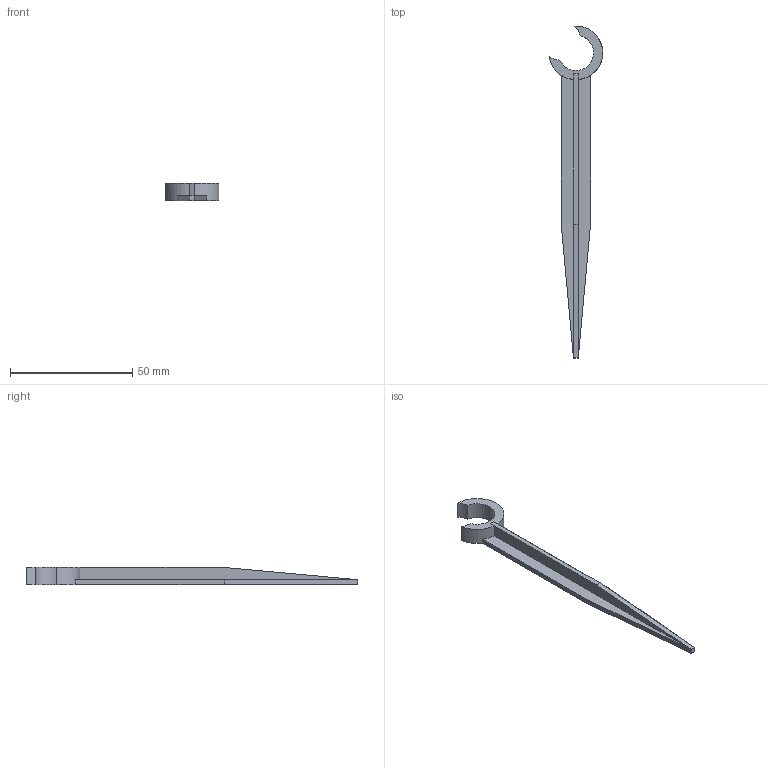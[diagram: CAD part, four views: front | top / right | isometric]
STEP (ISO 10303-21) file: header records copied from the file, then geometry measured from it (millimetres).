
FILE_DESCRIPTION(/* description */ (''),/* implementation_level */ '2;1');
FILE_NAME(/* name */ 'Spike v10.stp',/* time_stamp */ '2022-09-22T11:52:28+02:00',/* author */ (''),/* organization */ (''),/* preprocessor_version */ 'ST-DEVELOPER v19',/* originating_system */ 'Autodesk Translation Framework v11.7.0.108',/* authorisation */ '');
FILE_SCHEMA (('AUTOMOTIVE_DESIGN { 1 0 10303 214 3 1 1 }'));
Length unit declared in the file: millimetre
Products named in the file (1): Spike
Bounding box: 21.87 x 135.99 x 7 mm (x, y, z)
Volume: 4107.1 mm3; surface area: 4421.9 mm2
Topology: 1 solids, 1 shells, 18 faces, 44 edges, 28 vertices
Faces by surface type: plane 13, cylinder 5
Entity records: 561 total; most frequent: DIRECTION 94, CARTESIAN_POINT 91, ORIENTED_EDGE 88, EDGE_CURVE 44, LINE 32, VECTOR 32, AXIS2_PLACEMENT_3D 31, VERTEX_POINT 28
